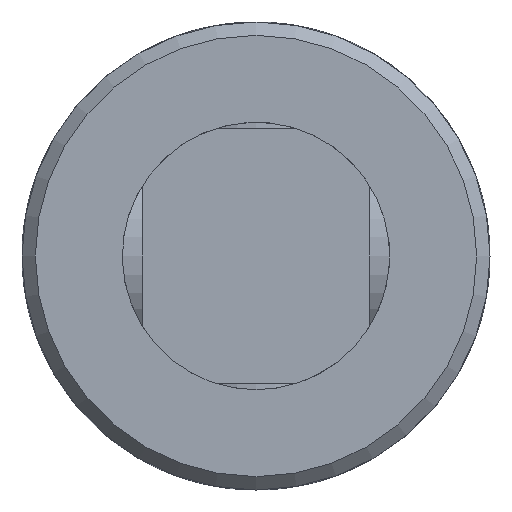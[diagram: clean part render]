
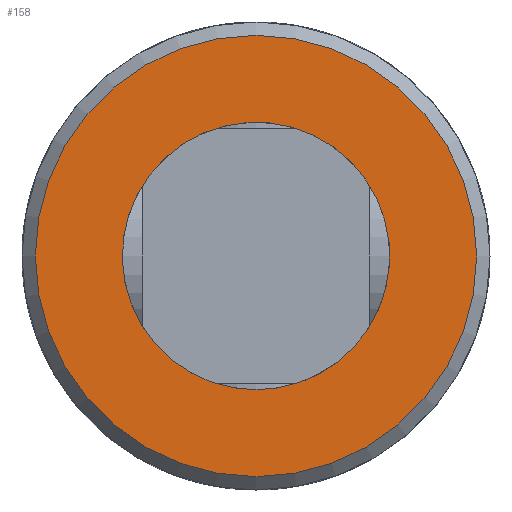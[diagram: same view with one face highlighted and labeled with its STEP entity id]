
A CAD part, left-side view. The second image highlights one B-rep face of the part: STEP entity #158.
In plain terms, the highlighted planar face has unit normal (-1, 0, 0).
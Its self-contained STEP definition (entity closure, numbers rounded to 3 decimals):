
#158 = ADVANCED_FACE( '', ( #308, #309 ), #310, .F. );
#308 = FACE_OUTER_BOUND( '', #456, .T. );
#309 = FACE_BOUND( '', #457, .T. );
#310 = PLANE( '', #458 );
#456 = EDGE_LOOP( '', ( #676 ) );
#457 = EDGE_LOOP( '', ( #677 ) );
#458 = AXIS2_PLACEMENT_3D( '', #678, #679, #680 );
#676 = ORIENTED_EDGE( '', *, *, #861, .F. );
#677 = ORIENTED_EDGE( '', *, *, #815, .T. );
#678 = CARTESIAN_POINT( '', ( 0., 0., 0. ) );
#679 = DIRECTION( '', ( 1., 0., 0. ) );
#680 = DIRECTION( '', ( 0., 0., -1. ) );
#815 = EDGE_CURVE( '', #939, #939, #940, .T. );
#861 = EDGE_CURVE( '', #1004, #1004, #1005, .T. );
#939 = VERTEX_POINT( '', #1323 );
#940 = CIRCLE( '', #1324, 20. );
#1004 = VERTEX_POINT( '', #1637 );
#1005 = CIRCLE( '', #1638, 33. );
#1323 = CARTESIAN_POINT( '', ( 0., 0., -20. ) );
#1324 = AXIS2_PLACEMENT_3D( '', #1704, #1705, #1706 );
#1637 = CARTESIAN_POINT( '', ( 0., 0., -33. ) );
#1638 = AXIS2_PLACEMENT_3D( '', #1747, #1748, #1749 );
#1704 = CARTESIAN_POINT( '', ( 0., 0., 0. ) );
#1705 = DIRECTION( '', ( 1., 0., 0. ) );
#1706 = DIRECTION( '', ( 0., 0., -1. ) );
#1747 = CARTESIAN_POINT( '', ( 0., 0., 0. ) );
#1748 = DIRECTION( '', ( 1., 0., 0. ) );
#1749 = DIRECTION( '', ( 0., 0., -1. ) );
